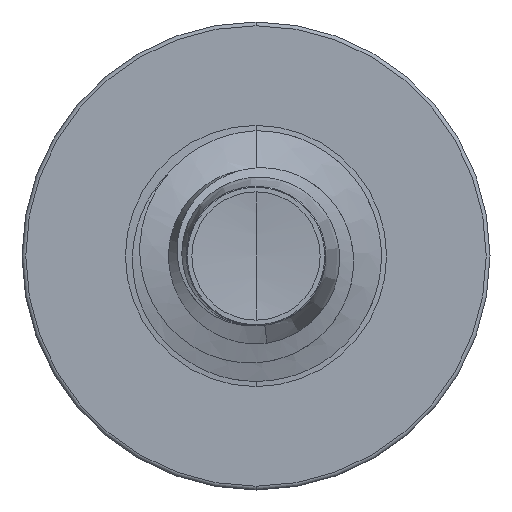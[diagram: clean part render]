
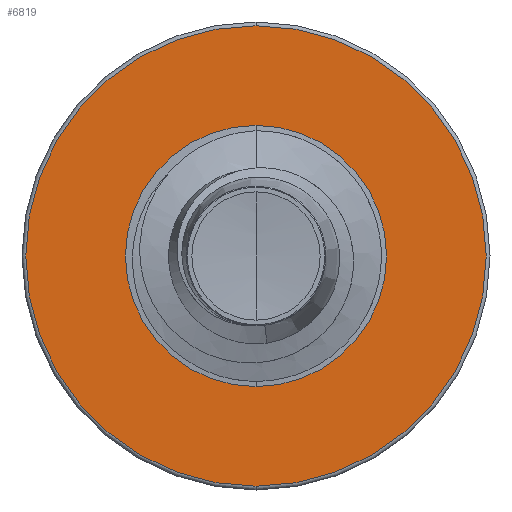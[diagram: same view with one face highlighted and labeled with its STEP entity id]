
A CAD part, front view. The second image highlights one B-rep face of the part: STEP entity #6819.
In plain terms, the highlighted planar face has unit normal (0, -1, 0).
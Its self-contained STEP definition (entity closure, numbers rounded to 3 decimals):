
#85 = ORIENTED_EDGE ( 'NONE', *, *, #4964, .F. ) ;
#222 = AXIS2_PLACEMENT_3D ( 'NONE', #6460, #6803, #6544 ) ;
#419 = CARTESIAN_POINT ( 'NONE',  ( 0., 2.5, -1.562 ) ) ;
#1152 = AXIS2_PLACEMENT_3D ( 'NONE', #2041, #1965, #1953 ) ;
#1661 = EDGE_LOOP ( 'NONE', ( #4939, #1796 ) ) ;
#1796 = ORIENTED_EDGE ( 'NONE', *, *, #6476, .T. ) ;
#1953 = DIRECTION ( 'NONE',  ( 0., 0., 1. ) ) ;
#1962 = CIRCLE ( 'NONE', #222, 2.755 ) ;
#1965 = DIRECTION ( 'NONE',  ( 0., 1., 0. ) ) ;
#1973 = PLANE ( 'NONE',  #1152 ) ;
#1996 = VERTEX_POINT ( 'NONE', #4280 ) ;
#2041 = CARTESIAN_POINT ( 'NONE',  ( 0., 2.5, -1.562 ) ) ;
#2385 = FACE_BOUND ( 'NONE', #1661, .T. ) ;
#2812 = CARTESIAN_POINT ( 'NONE',  ( 0., 2.5, 1.562 ) ) ;
#2887 = EDGE_LOOP ( 'NONE', ( #85, #6274 ) ) ;
#2916 = CIRCLE ( 'NONE', #3220, 1.562 ) ;
#3150 = VERTEX_POINT ( 'NONE', #2812 ) ;
#3220 = AXIS2_PLACEMENT_3D ( 'NONE', #6051, #5913, #5033 ) ;
#3874 = EDGE_CURVE ( 'NONE', #1996, #4214, #1962, .T. ) ;
#3997 = VERTEX_POINT ( 'NONE', #419 ) ;
#4136 = AXIS2_PLACEMENT_3D ( 'NONE', #4490, #4479, #4538 ) ;
#4214 = VERTEX_POINT ( 'NONE', #5353 ) ;
#4280 = CARTESIAN_POINT ( 'NONE',  ( 0., 2.5, -2.755 ) ) ;
#4479 = DIRECTION ( 'NONE',  ( 0., 1., 0. ) ) ;
#4490 = CARTESIAN_POINT ( 'NONE',  ( 0., 2.5, 0. ) ) ;
#4538 = DIRECTION ( 'NONE',  ( 0., 0., 1. ) ) ;
#4695 = EDGE_CURVE ( 'NONE', #3150, #3997, #2916, .T. ) ;
#4939 = ORIENTED_EDGE ( 'NONE', *, *, #4695, .T. ) ;
#4964 = EDGE_CURVE ( 'NONE', #4214, #1996, #6774, .T. ) ;
#5033 = DIRECTION ( 'NONE',  ( 0., 0., 1. ) ) ;
#5353 = CARTESIAN_POINT ( 'NONE',  ( 0., 2.5, 2.755 ) ) ;
#5716 = CIRCLE ( 'NONE', #7085, 1.562 ) ;
#5913 = DIRECTION ( 'NONE',  ( 0., 1., 0. ) ) ;
#6051 = CARTESIAN_POINT ( 'NONE',  ( 0., 2.5, 0. ) ) ;
#6274 = ORIENTED_EDGE ( 'NONE', *, *, #3874, .F. ) ;
#6294 = DIRECTION ( 'NONE',  ( 0., 0., 1. ) ) ;
#6298 = DIRECTION ( 'NONE',  ( 0., 1., 0. ) ) ;
#6299 = CARTESIAN_POINT ( 'NONE',  ( 0., 2.5, 0. ) ) ;
#6460 = CARTESIAN_POINT ( 'NONE',  ( 0., 2.5, 0. ) ) ;
#6476 = EDGE_CURVE ( 'NONE', #3997, #3150, #5716, .T. ) ;
#6544 = DIRECTION ( 'NONE',  ( 0., 0., 1. ) ) ;
#6720 = FACE_OUTER_BOUND ( 'NONE', #2887, .T. ) ;
#6774 = CIRCLE ( 'NONE', #4136, 2.755 ) ;
#6803 = DIRECTION ( 'NONE',  ( 0., 1., 0. ) ) ;
#6819 = ADVANCED_FACE ( 'NONE', ( #6720, #2385 ), #1973, .F. ) ;
#7085 = AXIS2_PLACEMENT_3D ( 'NONE', #6299, #6298, #6294 ) ;
